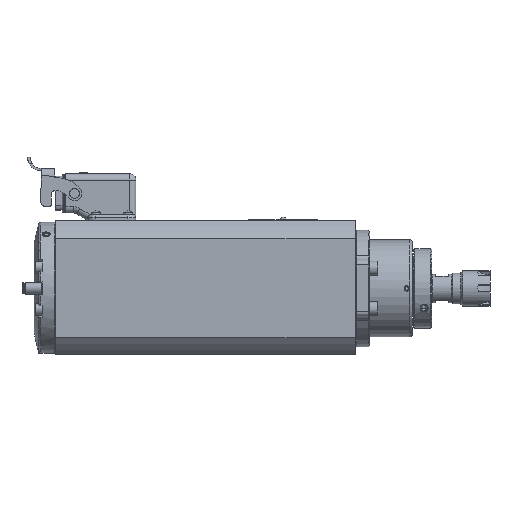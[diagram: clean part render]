
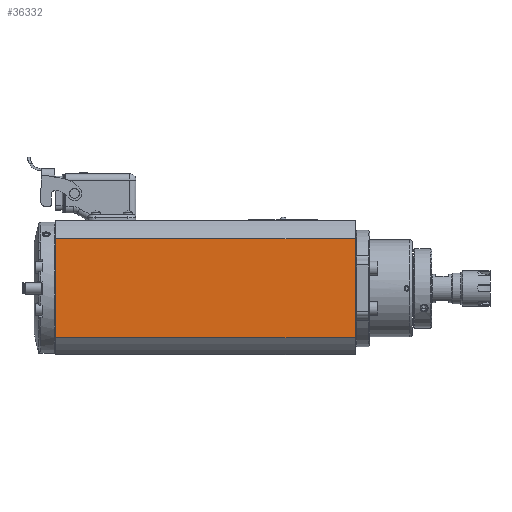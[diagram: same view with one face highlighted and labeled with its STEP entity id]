
A CAD part, left-side view. The second image highlights one B-rep face of the part: STEP entity #36332.
In plain terms, the highlighted planar face has unit normal (-1, 0, 0).
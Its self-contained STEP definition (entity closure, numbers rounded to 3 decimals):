
#3807=PLANE('',#47107);
#5428=VECTOR('',#40008,1.);
#5436=VECTOR('',#40028,1.);
#5437=VECTOR('',#40029,1.);
#5438=VECTOR('',#40030,1.);
#7993=LINE('',#64228,#5428);
#8001=LINE('',#64254,#5436);
#8002=LINE('',#64256,#5437);
#8003=LINE('',#64258,#5438);
#11266=VERTEX_POINT('',#64227);
#11267=VERTEX_POINT('',#64229);
#11278=VERTEX_POINT('',#64255);
#11279=VERTEX_POINT('',#64257);
#16828=EDGE_CURVE('',#11267,#11266,#7993,.T.);
#16841=EDGE_CURVE('',#11266,#11278,#8001,.F.);
#16842=EDGE_CURVE('',#11278,#11279,#8002,.F.);
#16843=EDGE_CURVE('',#11279,#11267,#8003,.T.);
#23444=ORIENTED_EDGE('',*,*,#16828,.T.);
#23445=ORIENTED_EDGE('',*,*,#16841,.T.);
#23446=ORIENTED_EDGE('',*,*,#16842,.T.);
#23447=ORIENTED_EDGE('',*,*,#16843,.T.);
#31887=EDGE_LOOP('',(#23444,#23445,#23446,#23447));
#34130=FACE_BOUND('',#31887,.T.);
#36332=ADVANCED_FACE('',(#34130),#3807,.F.);
#40008=DIRECTION('',(0.,1.,0.));
#40027=DIRECTION('',(1.,0.,0.));
#40028=DIRECTION('',(0.,0.,1.));
#40029=DIRECTION('',(0.,1.,0.));
#40030=DIRECTION('',(0.,0.,1.));
#47107=AXIS2_PLACEMENT_3D('',#64253,#40027,$);
#64227=CARTESIAN_POINT('',(-42.,185.5,30.659));
#64228=CARTESIAN_POINT('',(-42.,338.52,30.659));
#64229=CARTESIAN_POINT('',(-42.,0.5,30.659));
#64253=CARTESIAN_POINT('',(-42.,186.,-42.));
#64254=CARTESIAN_POINT('',(-42.,185.5,0.));
#64255=CARTESIAN_POINT('',(-42.,185.5,-30.659));
#64256=CARTESIAN_POINT('',(-42.,338.52,-30.659));
#64257=CARTESIAN_POINT('',(-42.,0.5,-30.659));
#64258=CARTESIAN_POINT('',(-42.,0.5,-42.));
